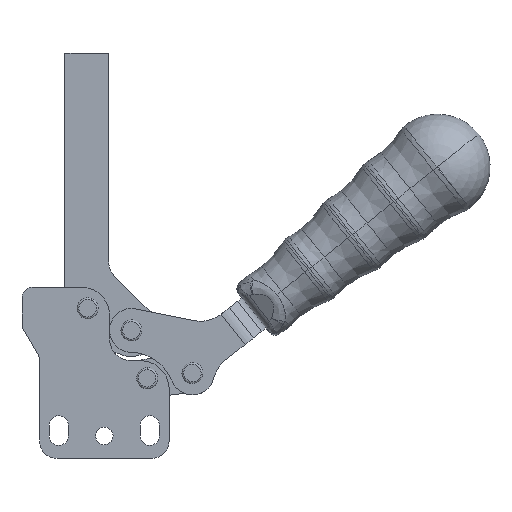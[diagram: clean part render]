
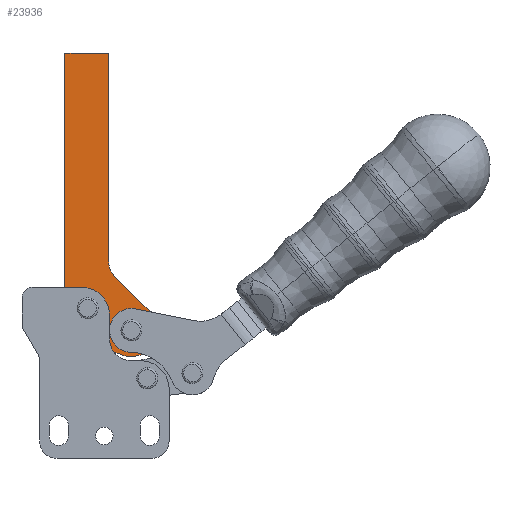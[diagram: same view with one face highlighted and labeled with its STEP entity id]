
A CAD part, front view. The second image highlights one B-rep face of the part: STEP entity #23936.
In plain terms, the highlighted planar face has unit normal (0, -1, 0).
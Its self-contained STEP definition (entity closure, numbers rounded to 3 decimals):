
#864=CARTESIAN_POINT('',(76.258,-71.78,0.611));
#865=VERTEX_POINT('',#864);
#881=CARTESIAN_POINT('',(78.601,-71.78,-5.046));
#882=VERTEX_POINT('',#881);
#889=CARTESIAN_POINT('',(70.601,-71.78,-5.046));
#890=DIRECTION('',(0.,-1.0,0.));
#891=DIRECTION('',(0.707,0.,0.707));
#892=AXIS2_PLACEMENT_3D('',#889,#890,#891);
#893=CIRCLE('',#892,8.0);
#894=EDGE_CURVE('',#882,#865,#893,.T.);
#2106=CARTESIAN_POINT('',(78.808,-71.78,7.95));
#2107=VERTEX_POINT('',#2106);
#2123=CARTESIAN_POINT('',(78.351,-71.78,10.246));
#2124=VERTEX_POINT('',#2123);
#2131=CARTESIAN_POINT('',(84.351,-71.78,10.246));
#2132=DIRECTION('',(0.,-1.,0.));
#2133=DIRECTION('',(-0.924,0.,-0.383));
#2134=AXIS2_PLACEMENT_3D('',#2131,#2132,#2133);
#2135=CIRCLE('',#2134,6.0);
#2136=EDGE_CURVE('',#2124,#2107,#2135,.T.);
#2209=CARTESIAN_POINT('',(83.608,-71.78,-15.472));
#2210=VERTEX_POINT('',#2209);
#2219=CARTESIAN_POINT('',(84.691,-71.78,-15.595));
#2220=VERTEX_POINT('',#2219);
#2221=CARTESIAN_POINT('',(84.853,-71.78,-9.347));
#2222=DIRECTION('',(0.,1.0,0.));
#2223=DIRECTION('',(0.199,0.,0.98));
#2224=AXIS2_PLACEMENT_3D('',#2221,#2222,#2223);
#2225=CIRCLE('',#2224,6.25);
#2226=EDGE_CURVE('',#2220,#2210,#2225,.T.);
#23092=CARTESIAN_POINT('',(88.056,-71.78,-16.129));
#23093=VERTEX_POINT('',#23092);
#23101=CARTESIAN_POINT('',(90.16,-71.78,-4.048));
#23102=VERTEX_POINT('',#23101);
#23663=CARTESIAN_POINT('',(84.354,-71.78,-28.591));
#23664=DIRECTION('',(0.,-1.0,0.));
#23665=DIRECTION('',(-0.93,0.,-0.367));
#23666=AXIS2_PLACEMENT_3D('',#23663,#23664,#23665);
#23667=CIRCLE('',#23666,13.0);
#23668=EDGE_CURVE('',#23093,#2220,#23667,.T.);
#23710=CARTESIAN_POINT('',(86.098,-71.78,-3.222));
#23711=VERTEX_POINT('',#23710);
#23718=CARTESIAN_POINT('',(84.853,-71.78,-9.347));
#23719=DIRECTION('',(0.,1.0,0.));
#23720=DIRECTION('',(0.199,0.,0.98));
#23721=AXIS2_PLACEMENT_3D('',#23718,#23719,#23720);
#23722=CIRCLE('',#23721,6.25);
#23723=EDGE_CURVE('',#2210,#23711,#23722,.T.);
#23733=CARTESIAN_POINT('',(86.098,-71.78,-3.222));
#23734=DIRECTION('',(0.98,0.0,-0.199));
#23735=VECTOR('',#23734,4.146);
#23736=LINE('',#23733,#23735);
#23737=EDGE_CURVE('',#23711,#23102,#23736,.T.);
#23828=CARTESIAN_POINT('',(74.343,-71.78,24.865));
#23829=DIRECTION('',(0.0,-1.0,0.0));
#23830=DIRECTION('',(0.0,0.0,-1.0));
#23831=AXIS2_PLACEMENT_3D('',#23828,#23829,#23830);
#23832=PLANE('',#23831);
#23833=ORIENTED_EDGE('',*,*,#23668,.T.);
#23834=ORIENTED_EDGE('',*,*,#2226,.T.);
#23835=ORIENTED_EDGE('',*,*,#23723,.T.);
#23836=ORIENTED_EDGE('',*,*,#23737,.T.);
#23837=CARTESIAN_POINT('',(90.156,-71.78,-4.044));
#23838=VERTEX_POINT('',#23837);
#23839=CARTESIAN_POINT('',(84.853,-71.78,-9.347));
#23840=DIRECTION('',(0.,1.0,0.));
#23841=DIRECTION('',(0.342,0.,0.94));
#23842=AXIS2_PLACEMENT_3D('',#23839,#23840,#23841);
#23843=CIRCLE('',#23842,7.5);
#23844=EDGE_CURVE('',#23838,#23102,#23843,.T.);
#23845=ORIENTED_EDGE('',*,*,#23844,.F.);
#23846=CARTESIAN_POINT('',(80.109,-71.78,6.004));
#23847=VERTEX_POINT('',#23846);
#23848=CARTESIAN_POINT('',(80.109,-71.78,6.004));
#23849=DIRECTION('',(0.707,0.0,-0.707));
#23850=VECTOR('',#23849,14.21);
#23851=LINE('',#23848,#23850);
#23852=EDGE_CURVE('',#23847,#23838,#23851,.T.);
#23853=ORIENTED_EDGE('',*,*,#23852,.F.);
#23854=CARTESIAN_POINT('',(84.351,-71.78,10.246));
#23855=DIRECTION('',(0.,-1.,0.));
#23856=DIRECTION('',(-0.924,0.,-0.383));
#23857=AXIS2_PLACEMENT_3D('',#23854,#23855,#23856);
#23858=CIRCLE('',#23857,6.0);
#23859=EDGE_CURVE('',#2107,#23847,#23858,.T.);
#23860=ORIENTED_EDGE('',*,*,#23859,.F.);
#23861=ORIENTED_EDGE('',*,*,#2136,.F.);
#23862=CARTESIAN_POINT('',(78.351,-71.78,69.704));
#23863=VERTEX_POINT('',#23862);
#23864=CARTESIAN_POINT('',(78.351,-71.78,69.704));
#23865=DIRECTION('',(0.0,0.0,-1.0));
#23866=VECTOR('',#23865,59.458);
#23867=LINE('',#23864,#23866);
#23868=EDGE_CURVE('',#23863,#2124,#23867,.T.);
#23869=ORIENTED_EDGE('',*,*,#23868,.F.);
#23870=CARTESIAN_POINT('',(65.851,-71.78,69.704));
#23871=VERTEX_POINT('',#23870);
#23872=CARTESIAN_POINT('',(65.851,-71.78,69.704));
#23873=DIRECTION('',(1.0,0.0,0.0));
#23874=VECTOR('',#23873,12.5);
#23875=LINE('',#23872,#23874);
#23876=EDGE_CURVE('',#23871,#23863,#23875,.T.);
#23877=ORIENTED_EDGE('',*,*,#23876,.F.);
#23878=CARTESIAN_POINT('',(65.851,-71.78,2.954));
#23879=VERTEX_POINT('',#23878);
#23880=CARTESIAN_POINT('',(65.851,-71.78,2.954));
#23881=DIRECTION('',(0.0,0.0,1.0));
#23882=VECTOR('',#23881,66.75);
#23883=LINE('',#23880,#23882);
#23884=EDGE_CURVE('',#23879,#23871,#23883,.T.);
#23885=ORIENTED_EDGE('',*,*,#23884,.F.);
#23886=CARTESIAN_POINT('',(70.601,-71.78,2.954));
#23887=VERTEX_POINT('',#23886);
#23888=CARTESIAN_POINT('',(70.601,-71.78,2.954));
#23889=DIRECTION('',(-1.0,0.0,0.0));
#23890=VECTOR('',#23889,4.75);
#23891=LINE('',#23888,#23890);
#23892=EDGE_CURVE('',#23887,#23879,#23891,.T.);
#23893=ORIENTED_EDGE('',*,*,#23892,.F.);
#23894=CARTESIAN_POINT('',(70.601,-71.78,-5.046));
#23895=DIRECTION('',(0.,-1.0,0.));
#23896=DIRECTION('',(0.707,0.,0.707));
#23897=AXIS2_PLACEMENT_3D('',#23894,#23895,#23896);
#23898=CIRCLE('',#23897,8.0);
#23899=EDGE_CURVE('',#865,#23887,#23898,.T.);
#23900=ORIENTED_EDGE('',*,*,#23899,.F.);
#23901=ORIENTED_EDGE('',*,*,#894,.F.);
#23902=CARTESIAN_POINT('',(78.601,-71.78,-11.796));
#23903=VERTEX_POINT('',#23902);
#23904=CARTESIAN_POINT('',(78.601,-71.78,-5.046));
#23905=DIRECTION('',(0.0,0.0,-1.0));
#23906=VECTOR('',#23905,6.75);
#23907=LINE('',#23904,#23906);
#23908=EDGE_CURVE('',#882,#23903,#23907,.T.);
#23909=ORIENTED_EDGE('',*,*,#23908,.T.);
#23910=CARTESIAN_POINT('',(79.813,-71.78,-15.494));
#23911=VERTEX_POINT('',#23910);
#23912=CARTESIAN_POINT('',(84.851,-71.78,-11.796));
#23913=DIRECTION('',(0.,1.,0.));
#23914=DIRECTION('',(-0.707,0.,-0.707));
#23915=AXIS2_PLACEMENT_3D('',#23912,#23913,#23914);
#23916=CIRCLE('',#23915,6.25);
#23917=EDGE_CURVE('',#23911,#23903,#23916,.T.);
#23918=ORIENTED_EDGE('',*,*,#23917,.F.);
#23919=CARTESIAN_POINT('',(82.288,-71.78,-16.395));
#23920=VERTEX_POINT('',#23919);
#23921=CARTESIAN_POINT('',(82.288,-71.78,-16.395));
#23922=DIRECTION('',(-0.94,0.,0.342));
#23923=VECTOR('',#23922,2.634);
#23924=LINE('',#23921,#23923);
#23925=EDGE_CURVE('',#23920,#23911,#23924,.T.);
#23926=ORIENTED_EDGE('',*,*,#23925,.F.);
#23927=CARTESIAN_POINT('',(84.853,-71.78,-9.347));
#23928=DIRECTION('',(0.,1.0,0.));
#23929=DIRECTION('',(0.342,0.,0.94));
#23930=AXIS2_PLACEMENT_3D('',#23927,#23928,#23929);
#23931=CIRCLE('',#23930,7.5);
#23932=EDGE_CURVE('',#23093,#23920,#23931,.T.);
#23933=ORIENTED_EDGE('',*,*,#23932,.F.);
#23934=EDGE_LOOP('',(#23833,#23834,#23835,#23836,#23845,#23853,#23860,#23861,#23869,#23877,#23885,#23893,#23900,#23901,#23909,#23918,#23926,#23933));
#23935=FACE_OUTER_BOUND('',#23934,.T.);
#23936=ADVANCED_FACE('',(#23935),#23832,.T.);
